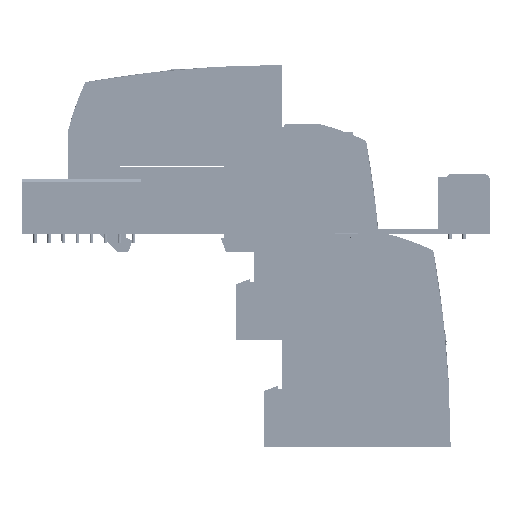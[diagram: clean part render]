
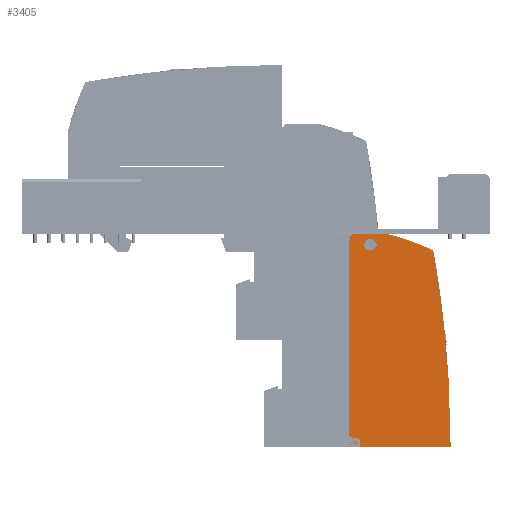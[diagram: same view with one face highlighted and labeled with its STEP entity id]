
A CAD part, left-side view. The second image highlights one B-rep face of the part: STEP entity #3405.
In plain terms, the highlighted planar face has unit normal (-1, 0, 0).
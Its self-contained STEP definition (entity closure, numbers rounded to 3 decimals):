
#3405 = ADVANCED_FACE( '', ( #8026, #8027 ), #8028, .F. );
#8026 = FACE_OUTER_BOUND( '', #13989, .T. );
#8027 = FACE_BOUND( '', #13990, .T. );
#8028 = PLANE( '', #13991 );
#13989 = EDGE_LOOP( '', ( #24898, #24899, #24900, #24901, #24902, #24903, #24904 ) );
#13990 = EDGE_LOOP( '', ( #24905 ) );
#13991 = AXIS2_PLACEMENT_3D( '', #24906, #24907, #24908 );
#24898 = ORIENTED_EDGE( '', *, *, #35208, .F. );
#24899 = ORIENTED_EDGE( '', *, *, #35209, .T. );
#24900 = ORIENTED_EDGE( '', *, *, #35210, .F. );
#24901 = ORIENTED_EDGE( '', *, *, #35211, .F. );
#24902 = ORIENTED_EDGE( '', *, *, #34388, .F. );
#24903 = ORIENTED_EDGE( '', *, *, #33806, .F. );
#24904 = ORIENTED_EDGE( '', *, *, #34686, .F. );
#24905 = ORIENTED_EDGE( '', *, *, #35212, .T. );
#24906 = CARTESIAN_POINT( '', ( -65., -7.5, 35. ) );
#24907 = DIRECTION( '', ( 1., 0., 0. ) );
#24908 = DIRECTION( '', ( 0., 0., 1. ) );
#33806 = EDGE_CURVE( '', #40332, #40334, #40335, .T. );
#34388 = EDGE_CURVE( '', #40334, #41225, #41226, .T. );
#34686 = EDGE_CURVE( '', #41648, #40332, #41650, .T. );
#35208 = EDGE_CURVE( '', #42364, #41648, #42365, .T. );
#35209 = EDGE_CURVE( '', #42364, #42366, #42367, .T. );
#35210 = EDGE_CURVE( '', #42368, #42366, #42369, .T. );
#35211 = EDGE_CURVE( '', #41225, #42368, #42370, .T. );
#35212 = EDGE_CURVE( '', #42371, #42371, #42372, .T. );
#40332 = VERTEX_POINT( '', #50847 );
#40334 = VERTEX_POINT( '', #50850 );
#40335 = LINE( '', #50851, #50852 );
#41225 = VERTEX_POINT( '', #52575 );
#41226 = CIRCLE( '', #52576, 7.5 );
#41648 = VERTEX_POINT( '', #53318 );
#41650 = LINE( '', #53321, #53322 );
#42364 = VERTEX_POINT( '', #54786 );
#42365 = CIRCLE( '', #54787, 400. );
#42366 = VERTEX_POINT( '', #54788 );
#42367 = CIRCLE( '', #54789, 1. );
#42368 = VERTEX_POINT( '', #54790 );
#42369 = CIRCLE( '', #54791, 100. );
#42370 = LINE( '', #54792, #54793 );
#42371 = VERTEX_POINT( '', #54794 );
#42372 = CIRCLE( '', #54795, 2. );
#50847 = CARTESIAN_POINT( '', ( -65., 0., -37. ) );
#50850 = CARTESIAN_POINT( '', ( -65., 0., 35. ) );
#50851 = CARTESIAN_POINT( '', ( -65., 0., 35. ) );
#50852 = VECTOR( '', #60581, 1000. );
#52575 = CARTESIAN_POINT( '', ( -65., -1.156, 39. ) );
#52576 = AXIS2_PLACEMENT_3D( '', #61095, #61096, #61097 );
#53318 = CARTESIAN_POINT( '', ( -65., -36.1, -37. ) );
#53321 = CARTESIAN_POINT( '', ( -65., -36.1, -37. ) );
#53322 = VECTOR( '', #61353, 1000. );
#54786 = CARTESIAN_POINT( '', ( -65., -30.019, 32.483 ) );
#54787 = AXIS2_PLACEMENT_3D( '', #61772, #61773, #61774 );
#54788 = CARTESIAN_POINT( '', ( -65., -29.448, 33.219 ) );
#54789 = AXIS2_PLACEMENT_3D( '', #61775, #61776, #61777 );
#54790 = CARTESIAN_POINT( '', ( -65., -13.1, 39. ) );
#54791 = AXIS2_PLACEMENT_3D( '', #61778, #61779, #61780 );
#54792 = CARTESIAN_POINT( '', ( -65., -1.156, 39. ) );
#54793 = VECTOR( '', #61781, 1000. );
#54794 = CARTESIAN_POINT( '', ( -65., -5.5, 35. ) );
#54795 = AXIS2_PLACEMENT_3D( '', #61782, #61783, #61784 );
#60581 = DIRECTION( '', ( 0., 0., 1. ) );
#61095 = CARTESIAN_POINT( '', ( -65., -7.5, 35. ) );
#61096 = DIRECTION( '', ( 1., 0., 0. ) );
#61097 = DIRECTION( '', ( 0., 1., 0. ) );
#61353 = DIRECTION( '', ( 0., 1., 0. ) );
#61772 = CARTESIAN_POINT( '', ( -65., 363.9, -37. ) );
#61773 = DIRECTION( '', ( 1., 0., 0. ) );
#61774 = DIRECTION( '', ( 0., 1., 0. ) );
#61775 = CARTESIAN_POINT( '', ( -65., -29.034, 32.309 ) );
#61776 = DIRECTION( '', ( -1., 0., 0. ) );
#61777 = DIRECTION( '', ( 0., 1., 0. ) );
#61778 = CARTESIAN_POINT( '', ( -65., 11.937, -57.815 ) );
#61779 = DIRECTION( '', ( 1., 0., 0. ) );
#61780 = DIRECTION( '', ( 0., 1., 0. ) );
#61781 = DIRECTION( '', ( 0., -1., 0. ) );
#61782 = CARTESIAN_POINT( '', ( -65., -7.5, 35. ) );
#61783 = DIRECTION( '', ( 1., 0., 0. ) );
#61784 = DIRECTION( '', ( 0., 1., 0. ) );
